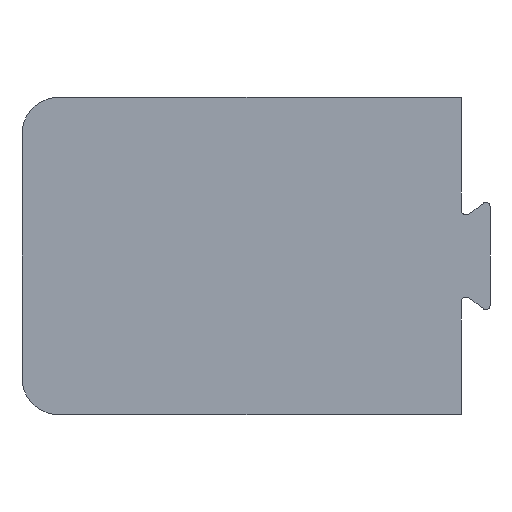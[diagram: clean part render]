
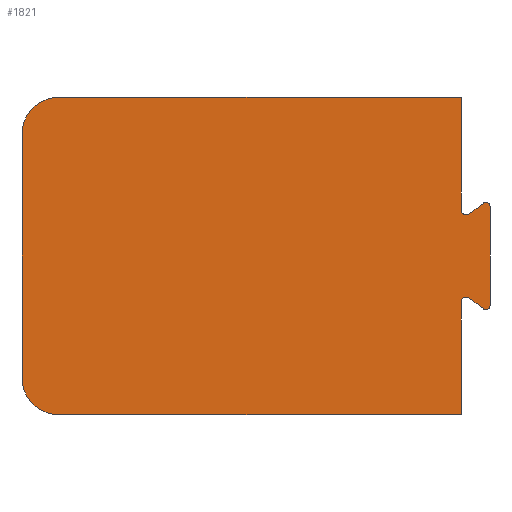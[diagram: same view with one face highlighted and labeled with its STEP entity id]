
A CAD part, front view. The second image highlights one B-rep face of the part: STEP entity #1821.
In plain terms, the highlighted planar face has unit normal (0, -1, 0).
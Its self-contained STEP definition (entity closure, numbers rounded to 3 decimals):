
#16 = VECTOR ( 'NONE', #431, 1000. ) ;
#19 = VECTOR ( 'NONE', #85, 1000. ) ;
#43 = CARTESIAN_POINT ( 'NONE',  ( 79.029, 0., -21.216 ) ) ;
#58 = EDGE_CURVE ( 'NONE', #2795, #1985, #1466, .T. ) ;
#85 = DIRECTION ( 'NONE',  ( -1., 0., 0. ) ) ;
#143 = ORIENTED_EDGE ( 'NONE', *, *, #1239, .F. ) ;
#151 = CIRCLE ( 'NONE', #992, 1.7 ) ;
#158 = ORIENTED_EDGE ( 'NONE', *, *, #1358, .F. ) ;
#161 = ORIENTED_EDGE ( 'NONE', *, *, #1118, .F. ) ;
#163 = CARTESIAN_POINT ( 'NONE',  ( 77.029, 0., -20.081 ) ) ;
#167 = DIRECTION ( 'NONE',  ( 0., 0., 1. ) ) ;
#169 = ORIENTED_EDGE ( 'NONE', *, *, #1799, .F. ) ;
#205 = CARTESIAN_POINT ( 'NONE',  ( 77.029, 0., -67.116 ) ) ;
#217 = ORIENTED_EDGE ( 'NONE', *, *, #2103, .F. ) ;
#281 = CARTESIAN_POINT ( 'NONE',  ( -87.971, 0., 62.884 ) ) ;
#309 = VERTEX_POINT ( 'NONE', #2887 ) ;
#349 = ORIENTED_EDGE ( 'NONE', *, *, #927, .F. ) ;
#385 = CARTESIAN_POINT ( 'NONE',  ( 87.029, 0., 18.159 ) ) ;
#390 = CARTESIAN_POINT ( 'NONE',  ( 80.445, 0., 15.172 ) ) ;
#392 = CARTESIAN_POINT ( 'NONE',  ( 79.029, 0., 16.985 ) ) ;
#431 = DIRECTION ( 'NONE',  ( 0., 0., -1. ) ) ;
#438 = EDGE_CURVE ( 'NONE', #1587, #309, #1614, .T. ) ;
#446 = VECTOR ( 'NONE', #546, 1000. ) ;
#463 = LINE ( 'NONE', #2008, #16 ) ;
#489 = AXIS2_PLACEMENT_3D ( 'NONE', #1584, #2684, #2478 ) ;
#515 = CARTESIAN_POINT ( 'NONE',  ( 77.029, 0., 62.884 ) ) ;
#528 = CARTESIAN_POINT ( 'NONE',  ( -102.971, 0., -52.116 ) ) ;
#546 = DIRECTION ( 'NONE',  ( 0., 0., 1. ) ) ;
#558 = VERTEX_POINT ( 'NONE', #2431 ) ;
#575 = VERTEX_POINT ( 'NONE', #390 ) ;
#595 = DIRECTION ( 'NONE',  ( 0., 0., 1. ) ) ;
#629 = LINE ( 'NONE', #813, #2552 ) ;
#657 = EDGE_CURVE ( 'NONE', #575, #2419, #629, .T. ) ;
#733 = DIRECTION ( 'NONE',  ( 0., 0., 1. ) ) ;
#742 = AXIS2_PLACEMENT_3D ( 'NONE', #1131, #1809, #1749 ) ;
#759 = CARTESIAN_POINT ( 'NONE',  ( 77.029, 0., 62.884 ) ) ;
#779 = CARTESIAN_POINT ( 'NONE',  ( -102.971, 0., -52.116 ) ) ;
#784 = CARTESIAN_POINT ( 'NONE',  ( 80.445, 0., -19.404 ) ) ;
#813 = CARTESIAN_POINT ( 'NONE',  ( 80.445, 0., 15.172 ) ) ;
#836 = ORIENTED_EDGE ( 'NONE', *, *, #657, .F. ) ;
#877 = VERTEX_POINT ( 'NONE', #1234 ) ;
#880 = ORIENTED_EDGE ( 'NONE', *, *, #1218, .F. ) ;
#919 = ORIENTED_EDGE ( 'NONE', *, *, #1376, .F. ) ;
#927 = EDGE_CURVE ( 'NONE', #309, #1794, #1188, .T. ) ;
#991 = CARTESIAN_POINT ( 'NONE',  ( 79.029, 0., 14.685 ) ) ;
#992 = AXIS2_PLACEMENT_3D ( 'NONE', #2851, #2630, #1293 ) ;
#1077 = AXIS2_PLACEMENT_3D ( 'NONE', #392, #2878, #1287 ) ;
#1118 = EDGE_CURVE ( 'NONE', #877, #1229, #463, .T. ) ;
#1124 = CIRCLE ( 'NONE', #2867, 15. ) ;
#1131 = CARTESIAN_POINT ( 'NONE',  ( 79.029, 0., 16.985 ) ) ;
#1152 = ORIENTED_EDGE ( 'NONE', *, *, #2472, .F. ) ;
#1188 = CIRCLE ( 'NONE', #2316, 15. ) ;
#1197 = CARTESIAN_POINT ( 'NONE',  ( 87.029, 0., -24.091 ) ) ;
#1202 = DIRECTION ( 'NONE',  ( 0., -1., 0. ) ) ;
#1218 = EDGE_CURVE ( 'NONE', #2635, #558, #1673, .T. ) ;
#1224 = ORIENTED_EDGE ( 'NONE', *, *, #1940, .F. ) ;
#1229 = VERTEX_POINT ( 'NONE', #2738 ) ;
#1234 = CARTESIAN_POINT ( 'NONE',  ( 88.729, 0., 18.159 ) ) ;
#1239 = EDGE_CURVE ( 'NONE', #2034, #2282, #2605, .T. ) ;
#1254 = EDGE_CURVE ( 'NONE', #2888, #2643, #1852, .T. ) ;
#1287 = DIRECTION ( 'NONE',  ( 0., 0., 1. ) ) ;
#1291 = ORIENTED_EDGE ( 'NONE', *, *, #438, .F. ) ;
#1293 = DIRECTION ( 'NONE',  ( 0., 0., 1. ) ) ;
#1355 = FACE_OUTER_BOUND ( 'NONE', #1520, .T. ) ;
#1358 = EDGE_CURVE ( 'NONE', #2419, #877, #1574, .T. ) ;
#1376 = EDGE_CURVE ( 'NONE', #2282, #2635, #1909, .T. ) ;
#1404 = DIRECTION ( 'NONE',  ( 0., 0., -1. ) ) ;
#1438 = CARTESIAN_POINT ( 'NONE',  ( 85.982, 0., -23.73 ) ) ;
#1466 = CIRCLE ( 'NONE', #489, 1.7 ) ;
#1492 = CARTESIAN_POINT ( 'NONE',  ( 85.982, 0., -23.73 ) ) ;
#1520 = EDGE_LOOP ( 'NONE', ( #880, #919, #143, #1224, #2111, #1152, #161, #158, #836, #1528, #2471, #2617, #169, #349, #1291, #217 ) ) ;
#1528 = ORIENTED_EDGE ( 'NONE', *, *, #1818, .F. ) ;
#1574 = CIRCLE ( 'NONE', #2698, 1.7 ) ;
#1578 = VECTOR ( 'NONE', #1938, 1000. ) ;
#1584 = CARTESIAN_POINT ( 'NONE',  ( 87.029, 0., -22.391 ) ) ;
#1587 = VERTEX_POINT ( 'NONE', #779 ) ;
#1614 = LINE ( 'NONE', #528, #446 ) ;
#1629 = PLANE ( 'NONE',  #2765 ) ;
#1661 = AXIS2_PLACEMENT_3D ( 'NONE', #43, #1202, #733 ) ;
#1673 = LINE ( 'NONE', #2752, #19 ) ;
#1729 = CIRCLE ( 'NONE', #742, 2.3 ) ;
#1749 = DIRECTION ( 'NONE',  ( 0., 0., 1. ) ) ;
#1794 = VERTEX_POINT ( 'NONE', #1957 ) ;
#1799 = EDGE_CURVE ( 'NONE', #1794, #2888, #2854, .T. ) ;
#1809 = DIRECTION ( 'NONE',  ( 0., -1., 0. ) ) ;
#1812 = DIRECTION ( 'NONE',  ( 0.788, 0., 0.616 ) ) ;
#1818 = EDGE_CURVE ( 'NONE', #2528, #575, #1729, .T. ) ;
#1821 = ADVANCED_FACE ( 'NONE', ( #1355 ), #1629, .F. ) ;
#1852 = LINE ( 'NONE', #759, #2465 ) ;
#1873 = VECTOR ( 'NONE', #2802, 1000. ) ;
#1909 = LINE ( 'NONE', #163, #1578 ) ;
#1938 = DIRECTION ( 'NONE',  ( 0., 0., -1. ) ) ;
#1940 = EDGE_CURVE ( 'NONE', #1985, #2034, #2786, .T. ) ;
#1957 = CARTESIAN_POINT ( 'NONE',  ( -87.971, 0., 62.884 ) ) ;
#1974 = CIRCLE ( 'NONE', #1077, 2.3 ) ;
#1985 = VERTEX_POINT ( 'NONE', #1438 ) ;
#2008 = CARTESIAN_POINT ( 'NONE',  ( 88.729, 0., 18.159 ) ) ;
#2034 = VERTEX_POINT ( 'NONE', #784 ) ;
#2103 = EDGE_CURVE ( 'NONE', #558, #1587, #1124, .T. ) ;
#2111 = ORIENTED_EDGE ( 'NONE', *, *, #58, .F. ) ;
#2176 = EDGE_CURVE ( 'NONE', #2643, #2528, #1974, .T. ) ;
#2241 = DIRECTION ( 'NONE',  ( 0., 1., 0. ) ) ;
#2282 = VERTEX_POINT ( 'NONE', #2757 ) ;
#2283 = DIRECTION ( 'NONE',  ( 1., 0., 0. ) ) ;
#2316 = AXIS2_PLACEMENT_3D ( 'NONE', #2379, #2394, #167 ) ;
#2379 = CARTESIAN_POINT ( 'NONE',  ( -87.971, 0., 47.884 ) ) ;
#2394 = DIRECTION ( 'NONE',  ( 0., 1., 0. ) ) ;
#2419 = VERTEX_POINT ( 'NONE', #2564 ) ;
#2431 = CARTESIAN_POINT ( 'NONE',  ( -87.971, 0., -67.116 ) ) ;
#2445 = DIRECTION ( 'NONE',  ( 0., 0., 1. ) ) ;
#2465 = VECTOR ( 'NONE', #1404, 1000. ) ;
#2471 = ORIENTED_EDGE ( 'NONE', *, *, #2176, .F. ) ;
#2472 = EDGE_CURVE ( 'NONE', #1229, #2795, #151, .T. ) ;
#2473 = DIRECTION ( 'NONE',  ( 0., 1., 0. ) ) ;
#2478 = DIRECTION ( 'NONE',  ( 0., 0., 1. ) ) ;
#2528 = VERTEX_POINT ( 'NONE', #991 ) ;
#2552 = VECTOR ( 'NONE', #1812, 1000. ) ;
#2564 = CARTESIAN_POINT ( 'NONE',  ( 85.982, 0., 19.499 ) ) ;
#2578 = VECTOR ( 'NONE', #2283, 1000. ) ;
#2605 = CIRCLE ( 'NONE', #1661, 2.3 ) ;
#2617 = ORIENTED_EDGE ( 'NONE', *, *, #1254, .F. ) ;
#2624 = CARTESIAN_POINT ( 'NONE',  ( -87.971, 0., -52.116 ) ) ;
#2630 = DIRECTION ( 'NONE',  ( 0., 1., 0. ) ) ;
#2635 = VERTEX_POINT ( 'NONE', #205 ) ;
#2643 = VERTEX_POINT ( 'NONE', #2913 ) ;
#2684 = DIRECTION ( 'NONE',  ( 0., 1., 0. ) ) ;
#2698 = AXIS2_PLACEMENT_3D ( 'NONE', #385, #2853, #595 ) ;
#2709 = DIRECTION ( 'NONE',  ( 0., 0., 1. ) ) ;
#2735 = CARTESIAN_POINT ( 'NONE',  ( -87.971, 0., -52.116 ) ) ;
#2738 = CARTESIAN_POINT ( 'NONE',  ( 88.729, 0., -22.391 ) ) ;
#2752 = CARTESIAN_POINT ( 'NONE',  ( 77.029, 0., -67.116 ) ) ;
#2757 = CARTESIAN_POINT ( 'NONE',  ( 77.029, 0., -20.081 ) ) ;
#2765 = AXIS2_PLACEMENT_3D ( 'NONE', #2735, #2473, #2709 ) ;
#2786 = LINE ( 'NONE', #1492, #1873 ) ;
#2795 = VERTEX_POINT ( 'NONE', #1197 ) ;
#2802 = DIRECTION ( 'NONE',  ( -0.788, 0., 0.616 ) ) ;
#2851 = CARTESIAN_POINT ( 'NONE',  ( 87.029, 0., -22.391 ) ) ;
#2853 = DIRECTION ( 'NONE',  ( 0., 1., 0. ) ) ;
#2854 = LINE ( 'NONE', #281, #2578 ) ;
#2867 = AXIS2_PLACEMENT_3D ( 'NONE', #2624, #2241, #2445 ) ;
#2878 = DIRECTION ( 'NONE',  ( 0., -1., 0. ) ) ;
#2887 = CARTESIAN_POINT ( 'NONE',  ( -102.971, 0., 47.884 ) ) ;
#2888 = VERTEX_POINT ( 'NONE', #515 ) ;
#2913 = CARTESIAN_POINT ( 'NONE',  ( 77.029, 0., 15.849 ) ) ;
